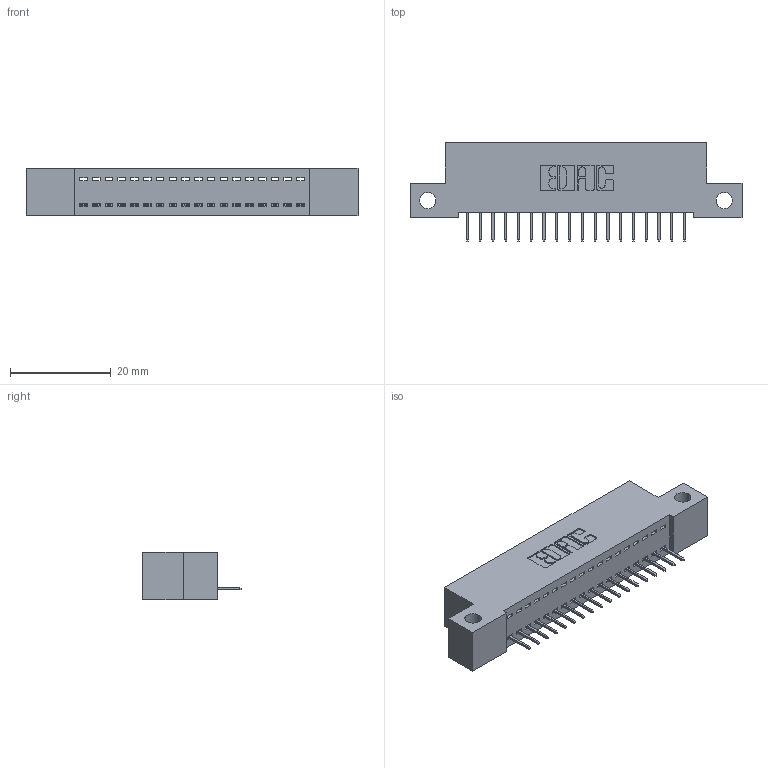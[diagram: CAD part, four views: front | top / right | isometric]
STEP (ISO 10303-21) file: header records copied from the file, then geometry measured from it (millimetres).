
FILE_DESCRIPTION (( 'STEP AP203' ), '1' );
FILE_NAME ('392-018-524-112.STEP', '2019-10-07T04:02:49', ( '' ), ( '' ), 'SwSTEP 2.0', 'SolidWorks 2016', '' );
FILE_SCHEMA (( 'CONFIG_CONTROL_DESIGN' ));
Length unit declared in the file: inch
Products named in the file (3): 342 Part_Side Mount; 345-292-001_345-293-124; 392-018-524-112
Assembly tree (19 placements, depth 2):
  392-018-524-112
    342 Part_Side Mount
    345-292-001_345-293-124  x18
Bounding box: 66.04 x 19.69 x 9.4 mm (x, y, z)
Volume: 5556.9 mm3; surface area: 7328.1 mm2
Topology: 19 solids, 19 shells, 1226 faces, 3539 edges, 2286 vertices
Faces by surface type: plane 930, cylinder 296
Entity records: 14053 total; most frequent: CARTESIAN_POINT 2432, ORIENTED_EDGE 2386, DIRECTION 2101, EDGE_CURVE 1193, LINE 1069, VECTOR 1069, VERTEX_POINT 790, AXIS2_PLACEMENT_3D 516
